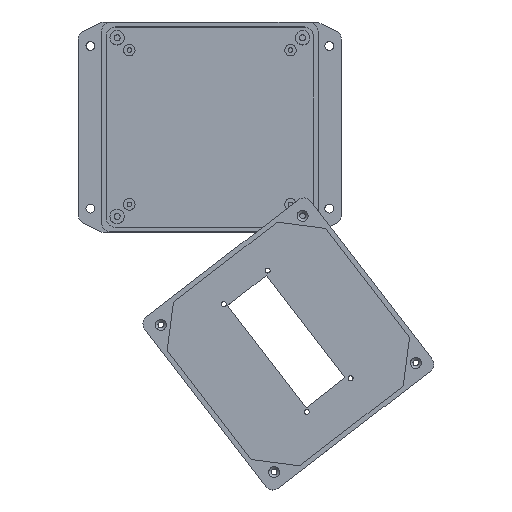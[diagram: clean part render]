
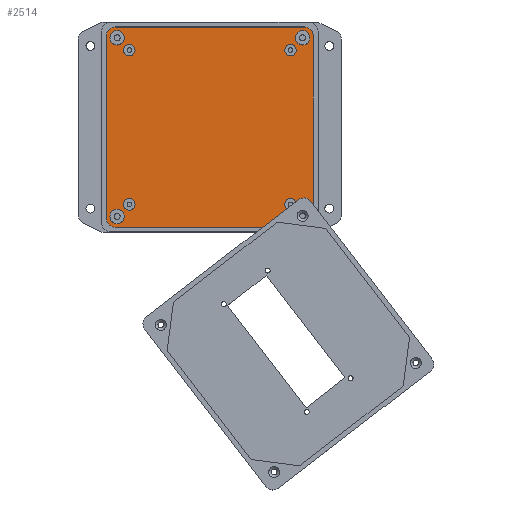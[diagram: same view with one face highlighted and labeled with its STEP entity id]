
A CAD part, top view. The second image highlights one B-rep face of the part: STEP entity #2514.
In plain terms, the highlighted planar face has unit normal (0, 0, 1).
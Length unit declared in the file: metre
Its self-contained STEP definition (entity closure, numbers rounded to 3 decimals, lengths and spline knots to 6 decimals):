
#89=LINE('',#3751,#305);
#112=LINE('',#3804,#328);
#166=LINE('',#3988,#382);
#167=LINE('',#3993,#383);
#305=VECTOR('',#2978,1.);
#328=VECTOR('',#3011,1.);
#382=VECTOR('',#3181,1.);
#383=VECTOR('',#3184,1.);
#668=ORIENTED_EDGE('',*,*,#1306,.F.);
#669=ORIENTED_EDGE('',*,*,#1307,.F.);
#670=ORIENTED_EDGE('',*,*,#1308,.F.);
#671=ORIENTED_EDGE('',*,*,#1309,.F.);
#672=ORIENTED_EDGE('',*,*,#1310,.F.);
#673=ORIENTED_EDGE('',*,*,#1311,.F.);
#674=ORIENTED_EDGE('',*,*,#1312,.F.);
#675=ORIENTED_EDGE('',*,*,#1313,.F.);
#676=ORIENTED_EDGE('',*,*,#1314,.F.);
#677=ORIENTED_EDGE('',*,*,#1315,.T.);
#678=ORIENTED_EDGE('',*,*,#1316,.F.);
#679=ORIENTED_EDGE('',*,*,#1317,.T.);
#680=ORIENTED_EDGE('',*,*,#1216,.T.);
#681=ORIENTED_EDGE('',*,*,#1318,.T.);
#682=ORIENTED_EDGE('',*,*,#1190,.T.);
#683=ORIENTED_EDGE('',*,*,#1319,.T.);
#1190=EDGE_CURVE('',#1523,#1522,#89,.T.);
#1216=EDGE_CURVE('',#1548,#1549,#112,.T.);
#1306=EDGE_CURVE('',#1612,#1612,#1800,.T.);
#1307=EDGE_CURVE('',#1613,#1613,#1801,.T.);
#1308=EDGE_CURVE('',#1614,#1614,#1802,.T.);
#1309=EDGE_CURVE('',#1615,#1615,#1803,.T.);
#1310=EDGE_CURVE('',#1616,#1616,#1804,.T.);
#1311=EDGE_CURVE('',#1617,#1617,#1805,.T.);
#1312=EDGE_CURVE('',#1618,#1618,#1806,.T.);
#1313=EDGE_CURVE('',#1619,#1619,#1807,.T.);
#1314=EDGE_CURVE('',#1620,#1621,#166,.T.);
#1315=EDGE_CURVE('',#1620,#1622,#1808,.T.);
#1316=EDGE_CURVE('',#1623,#1622,#167,.T.);
#1317=EDGE_CURVE('',#1623,#1548,#1809,.T.);
#1318=EDGE_CURVE('',#1549,#1523,#1810,.T.);
#1319=EDGE_CURVE('',#1522,#1621,#1811,.T.);
#1522=VERTEX_POINT('',#3750);
#1523=VERTEX_POINT('',#3752);
#1548=VERTEX_POINT('',#3805);
#1549=VERTEX_POINT('',#3806);
#1612=VERTEX_POINT('',#3973);
#1613=VERTEX_POINT('',#3975);
#1614=VERTEX_POINT('',#3977);
#1615=VERTEX_POINT('',#3979);
#1616=VERTEX_POINT('',#3981);
#1617=VERTEX_POINT('',#3983);
#1618=VERTEX_POINT('',#3985);
#1619=VERTEX_POINT('',#3987);
#1620=VERTEX_POINT('',#3989);
#1621=VERTEX_POINT('',#3990);
#1622=VERTEX_POINT('',#3992);
#1623=VERTEX_POINT('',#3994);
#1800=CIRCLE('',#2742,0.0032);
#1801=CIRCLE('',#2743,0.0032);
#1802=CIRCLE('',#2744,0.0032);
#1803=CIRCLE('',#2745,0.0032);
#1804=CIRCLE('',#2746,0.004);
#1805=CIRCLE('',#2747,0.004);
#1806=CIRCLE('',#2748,0.004);
#1807=CIRCLE('',#2749,0.004);
#1808=CIRCLE('',#2750,0.005);
#1809=CIRCLE('',#2751,0.005);
#1810=CIRCLE('',#2752,0.005);
#1811=CIRCLE('',#2753,0.005);
#1913=EDGE_LOOP('',(#668));
#1914=EDGE_LOOP('',(#669));
#1915=EDGE_LOOP('',(#670));
#1916=EDGE_LOOP('',(#671));
#1917=EDGE_LOOP('',(#672));
#1918=EDGE_LOOP('',(#673));
#1919=EDGE_LOOP('',(#674));
#1920=EDGE_LOOP('',(#675));
#1921=EDGE_LOOP('',(#676,#677,#678,#679,#680,#681,#682,#683));
#2177=FACE_BOUND('',#1913,.T.);
#2178=FACE_BOUND('',#1914,.T.);
#2179=FACE_BOUND('',#1915,.T.);
#2180=FACE_BOUND('',#1916,.T.);
#2181=FACE_BOUND('',#1917,.T.);
#2182=FACE_BOUND('',#1918,.T.);
#2183=FACE_BOUND('',#1919,.T.);
#2184=FACE_BOUND('',#1920,.T.);
#2185=FACE_BOUND('',#1921,.T.);
#2417=PLANE('',#2741);
#2514=ADVANCED_FACE('',(#2177,#2178,#2179,#2180,#2181,#2182,#2183,#2184,
#2185),#2417,.T.);
#2741=AXIS2_PLACEMENT_3D('',#3971,#3163,#3164);
#2742=AXIS2_PLACEMENT_3D('',#3972,#3165,#3166);
#2743=AXIS2_PLACEMENT_3D('',#3974,#3167,#3168);
#2744=AXIS2_PLACEMENT_3D('',#3976,#3169,#3170);
#2745=AXIS2_PLACEMENT_3D('',#3978,#3171,#3172);
#2746=AXIS2_PLACEMENT_3D('',#3980,#3173,#3174);
#2747=AXIS2_PLACEMENT_3D('',#3982,#3175,#3176);
#2748=AXIS2_PLACEMENT_3D('',#3984,#3177,#3178);
#2749=AXIS2_PLACEMENT_3D('',#3986,#3179,#3180);
#2750=AXIS2_PLACEMENT_3D('',#3991,#3182,#3183);
#2751=AXIS2_PLACEMENT_3D('',#3995,#3185,#3186);
#2752=AXIS2_PLACEMENT_3D('',#3996,#3187,#3188);
#2753=AXIS2_PLACEMENT_3D('',#3997,#3189,#3190);
#2978=DIRECTION('',(0.,1.,0.));
#3011=DIRECTION('',(1.,0.,0.));
#3163=DIRECTION('',(0.,0.,1.));
#3164=DIRECTION('',(1.,0.,0.));
#3165=DIRECTION('',(0.,0.,1.));
#3166=DIRECTION('',(1.,0.,0.));
#3167=DIRECTION('',(0.,0.,1.));
#3168=DIRECTION('',(1.,0.,0.));
#3169=DIRECTION('',(0.,0.,1.));
#3170=DIRECTION('',(1.,0.,0.));
#3171=DIRECTION('',(0.,0.,1.));
#3172=DIRECTION('',(1.,0.,0.));
#3173=DIRECTION('',(0.,0.,1.));
#3174=DIRECTION('',(1.,0.,0.));
#3175=DIRECTION('',(0.,0.,1.));
#3176=DIRECTION('',(1.,0.,0.));
#3177=DIRECTION('',(0.,0.,1.));
#3178=DIRECTION('',(1.,0.,0.));
#3179=DIRECTION('',(0.,0.,1.));
#3180=DIRECTION('',(1.,0.,0.));
#3181=DIRECTION('',(1.,0.,0.));
#3182=DIRECTION('',(0.,0.,1.));
#3183=DIRECTION('',(1.,0.,0.));
#3184=DIRECTION('',(0.,1.,0.));
#3185=DIRECTION('',(0.,0.,1.));
#3186=DIRECTION('',(1.,0.,0.));
#3187=DIRECTION('',(0.,0.,1.));
#3188=DIRECTION('',(1.,0.,0.));
#3189=DIRECTION('',(0.,0.,1.));
#3190=DIRECTION('',(1.,0.,0.));
#3750=CARTESIAN_POINT('',(0.0577,0.0508,0.0026));
#3751=CARTESIAN_POINT('',(0.0577,0.,0.0026));
#3752=CARTESIAN_POINT('',(0.0577,-0.0508,0.0026));
#3804=CARTESIAN_POINT('',(0.,-0.0558,0.0026));
#3805=CARTESIAN_POINT('',(-0.0527,-0.0558,0.0026));
#3806=CARTESIAN_POINT('',(0.0527,-0.0558,0.0026));
#3971=CARTESIAN_POINT('',(0.,0.,0.0026));
#3972=CARTESIAN_POINT('',(0.0449,-0.043,0.0026));
#3973=CARTESIAN_POINT('',(0.0481,-0.043,0.0026));
#3974=CARTESIAN_POINT('',(-0.0449,-0.043,0.0026));
#3975=CARTESIAN_POINT('',(-0.0417,-0.043,0.0026));
#3976=CARTESIAN_POINT('',(0.0449,0.043,0.0026));
#3977=CARTESIAN_POINT('',(0.0481,0.043,0.0026));
#3978=CARTESIAN_POINT('',(-0.0449,0.043,0.0026));
#3979=CARTESIAN_POINT('',(-0.0417,0.043,0.0026));
#3980=CARTESIAN_POINT('',(0.0517,-0.0498,0.0026));
#3981=CARTESIAN_POINT('',(0.0557,-0.0498,0.0026));
#3982=CARTESIAN_POINT('',(-0.0517,-0.0498,0.0026));
#3983=CARTESIAN_POINT('',(-0.0477,-0.0498,0.0026));
#3984=CARTESIAN_POINT('',(0.0517,0.0498,0.0026));
#3985=CARTESIAN_POINT('',(0.0557,0.0498,0.0026));
#3986=CARTESIAN_POINT('',(-0.0517,0.0498,0.0026));
#3987=CARTESIAN_POINT('',(-0.0477,0.0498,0.0026));
#3988=CARTESIAN_POINT('',(0.,0.0558,0.0026));
#3989=CARTESIAN_POINT('',(-0.0527,0.0558,0.0026));
#3990=CARTESIAN_POINT('',(0.0527,0.0558,0.0026));
#3991=CARTESIAN_POINT('',(-0.0527,0.0508,0.0026));
#3992=CARTESIAN_POINT('',(-0.0577,0.0508,0.0026));
#3993=CARTESIAN_POINT('',(-0.0577,0.,0.0026));
#3994=CARTESIAN_POINT('',(-0.0577,-0.0508,0.0026));
#3995=CARTESIAN_POINT('',(-0.0527,-0.0508,0.0026));
#3996=CARTESIAN_POINT('',(0.0527,-0.0508,0.0026));
#3997=CARTESIAN_POINT('',(0.0527,0.0508,0.0026));
